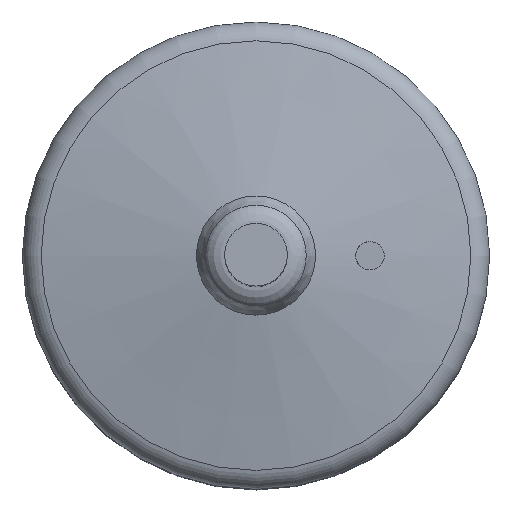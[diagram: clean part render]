
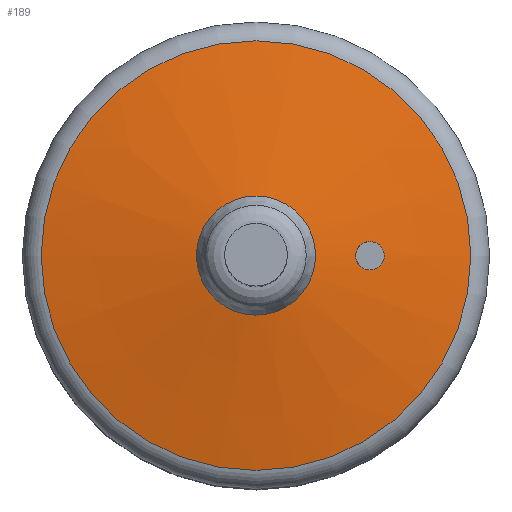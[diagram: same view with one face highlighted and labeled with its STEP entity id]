
A CAD part, top view. The second image highlights one B-rep face of the part: STEP entity #189.
In plain terms, the highlighted conical face has half-angle 80 degrees and reference radius 12.036 mm.
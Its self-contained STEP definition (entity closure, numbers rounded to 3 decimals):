
#15=CONICAL_SURFACE('',#223,12.036,1.396);
#33=FACE_OUTER_BOUND('',#46,.T.);
#46=EDGE_LOOP('',(#148,#149,#150,#151,#152,#153,#154,#155,#156,#157));
#58=CIRCLE('',#222,5.224);
#59=CIRCLE('',#224,18.847);
#70=LINE('',#379,#77);
#71=LINE('',#380,#78);
#77=VECTOR('',#274,12.036);
#78=VECTOR('',#275,12.036);
#81=B_SPLINE_CURVE_WITH_KNOTS('',3,(#306,#307,#308,#309,#310,#311,#312,
#313,#314,#315),.UNSPECIFIED.,.F.,.F.,(4,2,2,2,4),(0.,0.052,
0.103,0.154,0.204),.UNSPECIFIED.);
#82=B_SPLINE_CURVE_WITH_KNOTS('',3,(#317,#318,#319,#320,#321,#322,#323,
#324,#325,#326),.UNSPECIFIED.,.F.,.F.,(4,2,2,2,4),(0.587,0.629,
0.672,0.716,0.76),.UNSPECIFIED.);
#83=B_SPLINE_CURVE_WITH_KNOTS('',3,(#328,#329,#330,#331,#332,#333,#334,
#335,#336,#337,#338,#339,#340,#341,#342,#343,#344,#345,#346,#347,#348,#349),
 .UNSPECIFIED.,.F.,.F.,(4,2,2,2,2,2,2,2,2,2,4),(0.206,0.206,
0.257,0.308,0.36,0.411,
0.455,0.499,0.542,0.585,
0.587),.UNSPECIFIED.);
#84=B_SPLINE_CURVE_WITH_KNOTS('',3,(#353,#354,#355,#356),.UNSPECIFIED.,
 .F.,.F.,(4,4),(0.204,0.206),.UNSPECIFIED.);
#85=VERTEX_POINT('',#304);
#86=VERTEX_POINT('',#305);
#87=VERTEX_POINT('',#316);
#88=VERTEX_POINT('',#327);
#94=VERTEX_POINT('',#373);
#95=VERTEX_POINT('',#377);
#100=EDGE_CURVE('',#85,#86,#81,.T.);
#101=EDGE_CURVE('',#87,#85,#82,.T.);
#102=EDGE_CURVE('',#88,#87,#83,.T.);
#105=EDGE_CURVE('',#86,#88,#84,.T.);
#112=EDGE_CURVE('',#94,#94,#58,.T.);
#114=EDGE_CURVE('',#95,#95,#59,.T.);
#115=EDGE_CURVE('',#95,#86,#70,.T.);
#116=EDGE_CURVE('',#87,#94,#71,.T.);
#148=ORIENTED_EDGE('',*,*,#114,.F.);
#149=ORIENTED_EDGE('',*,*,#115,.T.);
#150=ORIENTED_EDGE('',*,*,#105,.T.);
#151=ORIENTED_EDGE('',*,*,#102,.T.);
#152=ORIENTED_EDGE('',*,*,#116,.T.);
#153=ORIENTED_EDGE('',*,*,#112,.T.);
#154=ORIENTED_EDGE('',*,*,#116,.F.);
#155=ORIENTED_EDGE('',*,*,#101,.T.);
#156=ORIENTED_EDGE('',*,*,#100,.T.);
#157=ORIENTED_EDGE('',*,*,#115,.F.);
#189=ADVANCED_FACE('',(#33),#15,.T.);
#222=AXIS2_PLACEMENT_3D('',#374,#267,#268);
#223=AXIS2_PLACEMENT_3D('',#376,#270,#271);
#224=AXIS2_PLACEMENT_3D('',#378,#272,#273);
#267=DIRECTION('center_axis',(0.,0.,-1.));
#268=DIRECTION('ref_axis',(1.,0.,0.));
#270=DIRECTION('center_axis',(0.,0.,-1.));
#271=DIRECTION('ref_axis',(-1.,0.,0.));
#272=DIRECTION('center_axis',(0.,0.,-1.));
#273=DIRECTION('ref_axis',(1.,0.,0.));
#274=DIRECTION('',(-0.985,0.,0.174));
#275=DIRECTION('',(-0.985,0.,0.174));
#304=CARTESIAN_POINT('',(9.845,1.227,41.542));
#305=CARTESIAN_POINT('',(11.25,0.,41.307));
#306=CARTESIAN_POINT('Ctrl Pts',(9.845,1.227,41.542));
#307=CARTESIAN_POINT('Ctrl Pts',(10.014,1.248,41.512));
#308=CARTESIAN_POINT('Ctrl Pts',(10.197,1.234,41.48));
#309=CARTESIAN_POINT('Ctrl Pts',(10.54,1.128,41.422));
#310=CARTESIAN_POINT('Ctrl Pts',(10.7,1.036,41.396));
#311=CARTESIAN_POINT('Ctrl Pts',(10.955,0.811,41.354));
#312=CARTESIAN_POINT('Ctrl Pts',(11.066,0.664,41.337));
#313=CARTESIAN_POINT('Ctrl Pts',(11.211,0.341,41.313));
#314=CARTESIAN_POINT('Ctrl Pts',(11.248,0.166,41.308));
#315=CARTESIAN_POINT('Ctrl Pts',(11.25,0.,41.307));
#316=CARTESIAN_POINT('',(8.75,0.,41.748));
#317=CARTESIAN_POINT('Ctrl Pts',(8.75,0.,41.748));
#318=CARTESIAN_POINT('Ctrl Pts',(8.752,0.14,41.748));
#319=CARTESIAN_POINT('Ctrl Pts',(8.778,0.29,41.743));
#320=CARTESIAN_POINT('Ctrl Pts',(8.885,0.572,41.721));
#321=CARTESIAN_POINT('Ctrl Pts',(8.967,0.705,41.705));
#322=CARTESIAN_POINT('Ctrl Pts',(9.157,0.921,41.668));
#323=CARTESIAN_POINT('Ctrl Pts',(9.279,1.02,41.645));
#324=CARTESIAN_POINT('Ctrl Pts',(9.552,1.164,41.594));
#325=CARTESIAN_POINT('Ctrl Pts',(9.702,1.209,41.567));
#326=CARTESIAN_POINT('Ctrl Pts',(9.845,1.227,41.542));
#327=CARTESIAN_POINT('',(11.25,-0.013,41.307));
#328=CARTESIAN_POINT('Ctrl Pts',(11.25,-0.013,41.307));
#329=CARTESIAN_POINT('Ctrl Pts',(11.25,-0.014,41.307));
#330=CARTESIAN_POINT('Ctrl Pts',(11.25,-0.014,41.307));
#331=CARTESIAN_POINT('Ctrl Pts',(11.25,-0.186,41.307));
#332=CARTESIAN_POINT('Ctrl Pts',(11.212,-0.366,41.313));
#333=CARTESIAN_POINT('Ctrl Pts',(11.064,-0.693,41.337));
#334=CARTESIAN_POINT('Ctrl Pts',(10.953,-0.84,41.354));
#335=CARTESIAN_POINT('Ctrl Pts',(10.697,-1.065,41.396));
#336=CARTESIAN_POINT('Ctrl Pts',(10.537,-1.156,41.422));
#337=CARTESIAN_POINT('Ctrl Pts',(10.194,-1.261,41.48));
#338=CARTESIAN_POINT('Ctrl Pts',(10.01,-1.275,41.512));
#339=CARTESIAN_POINT('Ctrl Pts',(9.699,-1.235,41.567));
#340=CARTESIAN_POINT('Ctrl Pts',(9.549,-1.189,41.594));
#341=CARTESIAN_POINT('Ctrl Pts',(9.277,-1.044,41.645));
#342=CARTESIAN_POINT('Ctrl Pts',(9.154,-0.945,41.668));
#343=CARTESIAN_POINT('Ctrl Pts',(8.965,-0.728,41.705));
#344=CARTESIAN_POINT('Ctrl Pts',(8.884,-0.596,41.721));
#345=CARTESIAN_POINT('Ctrl Pts',(8.776,-0.309,41.743));
#346=CARTESIAN_POINT('Ctrl Pts',(8.75,-0.155,41.748));
#347=CARTESIAN_POINT('Ctrl Pts',(8.75,-0.008,
41.748));
#348=CARTESIAN_POINT('Ctrl Pts',(8.75,-0.004,
41.748));
#349=CARTESIAN_POINT('Ctrl Pts',(8.75,0.,41.748));
#353=CARTESIAN_POINT('Ctrl Pts',(11.25,0.,41.307));
#354=CARTESIAN_POINT('Ctrl Pts',(11.25,-0.004,
41.307));
#355=CARTESIAN_POINT('Ctrl Pts',(11.25,-0.009,41.307));
#356=CARTESIAN_POINT('Ctrl Pts',(11.25,-0.013,41.307));
#373=CARTESIAN_POINT('',(5.224,0.,42.37));
#374=CARTESIAN_POINT('Origin',(0.,0.,42.37));
#376=CARTESIAN_POINT('Origin',(0.,0.,41.169));
#377=CARTESIAN_POINT('',(18.847,0.,39.968));
#378=CARTESIAN_POINT('Origin',(0.,0.,39.968));
#379=CARTESIAN_POINT('',(12.036,0.,41.169));
#380=CARTESIAN_POINT('',(12.036,0.,41.169));
